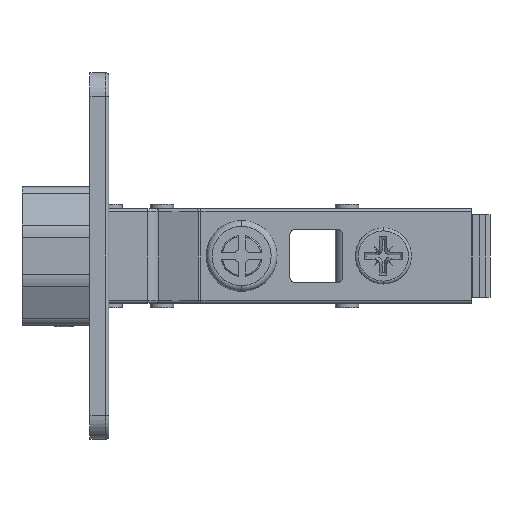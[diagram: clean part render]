
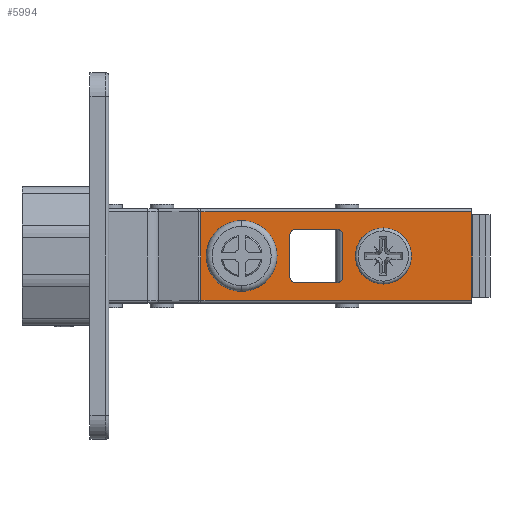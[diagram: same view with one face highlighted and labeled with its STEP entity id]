
A CAD part, front view. The second image highlights one B-rep face of the part: STEP entity #5994.
In plain terms, the highlighted face is planar.
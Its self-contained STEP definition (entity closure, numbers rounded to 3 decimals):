
#160 = VECTOR ( 'NONE', #2568, 1000. ) ;
#175 = VERTEX_POINT ( 'NONE', #10678 ) ;
#213 = CARTESIAN_POINT ( 'NONE',  ( -6.579, 0.44, -4.5 ) ) ;
#351 = CIRCLE ( 'NONE', #9910, 1. ) ;
#398 = CARTESIAN_POINT ( 'NONE',  ( -15.73, 0.44, 0. ) ) ;
#455 = LINE ( 'NONE', #2629, #160 ) ;
#529 = DIRECTION ( 'NONE',  ( 0., 1., 0. ) ) ;
#683 = DIRECTION ( 'NONE',  ( 0., 1., 0. ) ) ;
#707 = AXIS2_PLACEMENT_3D ( 'NONE', #1747, #9968, #2821 ) ;
#830 = ORIENTED_EDGE ( 'NONE', *, *, #11666, .T. ) ;
#832 = CIRCLE ( 'NONE', #7770, 1. ) ;
#852 = EDGE_CURVE ( 'NONE', #4386, #3025, #3836, .T. ) ;
#928 = ORIENTED_EDGE ( 'NONE', *, *, #12310, .F. ) ;
#1114 = DIRECTION ( 'NONE',  ( 0., 0., -1. ) ) ;
#1184 = LINE ( 'NONE', #2276, #2062 ) ;
#1359 = CARTESIAN_POINT ( 'NONE',  ( 1.421, 0.44, -4.5 ) ) ;
#1362 = ORIENTED_EDGE ( 'NONE', *, *, #1695, .T. ) ;
#1383 = DIRECTION ( 'NONE',  ( -1., 0., 0. ) ) ;
#1425 = CIRCLE ( 'NONE', #5104, 4.75 ) ;
#1695 = EDGE_CURVE ( 'NONE', #10205, #9073, #832, .T. ) ;
#1728 = CARTESIAN_POINT ( 'NONE',  ( 0., 0.44, 7.5 ) ) ;
#1747 = CARTESIAN_POINT ( 'NONE',  ( 0.421, 0.44, 3.5 ) ) ;
#1777 = PLANE ( 'NONE',  #8102 ) ;
#2040 = CARTESIAN_POINT ( 'NONE',  ( -22.608, 0.44, 8. ) ) ;
#2062 = VECTOR ( 'NONE', #1114, 1000. ) ;
#2111 = VERTEX_POINT ( 'NONE', #2506 ) ;
#2276 = CARTESIAN_POINT ( 'NONE',  ( 23.27, 0.44, 8. ) ) ;
#2465 = CARTESIAN_POINT ( 'NONE',  ( 23.27, 0.44, 7.5 ) ) ;
#2506 = CARTESIAN_POINT ( 'NONE',  ( 23.27, 0.44, -7.5 ) ) ;
#2568 = DIRECTION ( 'NONE',  ( 1., 0., 0. ) ) ;
#2605 = CARTESIAN_POINT ( 'NONE',  ( 0.421, 0.44, -3.5 ) ) ;
#2629 = CARTESIAN_POINT ( 'NONE',  ( -7.579, 0.44, 4.5 ) ) ;
#2821 = DIRECTION ( 'NONE',  ( 0., 0., 1. ) ) ;
#2845 = DIRECTION ( 'NONE',  ( 0., -1., 0. ) ) ;
#2870 = ORIENTED_EDGE ( 'NONE', *, *, #5430, .T. ) ;
#3025 = VERTEX_POINT ( 'NONE', #4998 ) ;
#3042 = LINE ( 'NONE', #2040, #13370 ) ;
#3112 = DIRECTION ( 'NONE',  ( 0., 0., 1. ) ) ;
#3122 = VECTOR ( 'NONE', #3112, 1000. ) ;
#3228 = LINE ( 'NONE', #9492, #12257 ) ;
#3415 = EDGE_CURVE ( 'NONE', #5049, #9602, #5903, .T. ) ;
#3526 = CARTESIAN_POINT ( 'NONE',  ( -15.73, 0.44, -6. ) ) ;
#3746 = LINE ( 'NONE', #1728, #8204 ) ;
#3769 = EDGE_LOOP ( 'NONE', ( #6159, #11727 ) ) ;
#3836 = CIRCLE ( 'NONE', #4691, 4.75 ) ;
#4045 = DIRECTION ( 'NONE',  ( 0., 0., 1. ) ) ;
#4048 = CARTESIAN_POINT ( 'NONE',  ( -22.608, 0.44, 7.5 ) ) ;
#4108 = EDGE_LOOP ( 'NONE', ( #12175, #11443 ) ) ;
#4233 = LINE ( 'NONE', #10684, #12472 ) ;
#4369 = CARTESIAN_POINT ( 'NONE',  ( 8.27, 0.44, 0. ) ) ;
#4382 = CIRCLE ( 'NONE', #8303, 6. ) ;
#4386 = VERTEX_POINT ( 'NONE', #7294 ) ;
#4438 = DIRECTION ( 'NONE',  ( 0., 0., 1. ) ) ;
#4465 = CIRCLE ( 'NONE', #7062, 1. ) ;
#4521 = DIRECTION ( 'NONE',  ( -1., 0., 0. ) ) ;
#4536 = DIRECTION ( 'NONE',  ( 0., 0., 1. ) ) ;
#4691 = AXIS2_PLACEMENT_3D ( 'NONE', #4709, #11174, #4773 ) ;
#4709 = CARTESIAN_POINT ( 'NONE',  ( 8.27, 0.44, 0. ) ) ;
#4773 = DIRECTION ( 'NONE',  ( 0., 0., 1. ) ) ;
#4998 = CARTESIAN_POINT ( 'NONE',  ( 8.27, 0.44, -4.75 ) ) ;
#5032 = ORIENTED_EDGE ( 'NONE', *, *, #11345, .T. ) ;
#5049 = VERTEX_POINT ( 'NONE', #13312 ) ;
#5104 = AXIS2_PLACEMENT_3D ( 'NONE', #4369, #9413, #10691 ) ;
#5150 = LINE ( 'NONE', #12439, #3122 ) ;
#5153 = EDGE_CURVE ( 'NONE', #10205, #13444, #3228, .T. ) ;
#5430 = EDGE_CURVE ( 'NONE', #5616, #2111, #1184, .T. ) ;
#5616 = VERTEX_POINT ( 'NONE', #2465 ) ;
#5626 = DIRECTION ( 'NONE',  ( 0., 0., -1. ) ) ;
#5675 = ORIENTED_EDGE ( 'NONE', *, *, #6500, .T. ) ;
#5846 = DIRECTION ( 'NONE',  ( 0., 0., 1. ) ) ;
#5903 = CIRCLE ( 'NONE', #707, 1. ) ;
#5941 = VERTEX_POINT ( 'NONE', #3526 ) ;
#5994 = ADVANCED_FACE ( 'NONE', ( #12179, #11018, #6098, #7059 ), #1777, .T. ) ;
#6098 = FACE_BOUND ( 'NONE', #3769, .T. ) ;
#6142 = DIRECTION ( 'NONE',  ( 0., -1., 0. ) ) ;
#6159 = ORIENTED_EDGE ( 'NONE', *, *, #11902, .F. ) ;
#6168 = CIRCLE ( 'NONE', #7922, 6. ) ;
#6249 = CARTESIAN_POINT ( 'NONE',  ( 1.421, 0.44, -3.5 ) ) ;
#6255 = ORIENTED_EDGE ( 'NONE', *, *, #8833, .T. ) ;
#6500 = EDGE_CURVE ( 'NONE', #2111, #8115, #4233, .T. ) ;
#6533 = ORIENTED_EDGE ( 'NONE', *, *, #9129, .F. ) ;
#6598 = CARTESIAN_POINT ( 'NONE',  ( -6.579, 0.44, 4.5 ) ) ;
#6618 = VERTEX_POINT ( 'NONE', #6598 ) ;
#6908 = CARTESIAN_POINT ( 'NONE',  ( -15.73, 0.44, 6. ) ) ;
#7059 = FACE_OUTER_BOUND ( 'NONE', #12779, .T. ) ;
#7062 = AXIS2_PLACEMENT_3D ( 'NONE', #8262, #6142, #4045 ) ;
#7207 = CARTESIAN_POINT ( 'NONE',  ( 0.421, 0.44, -4.5 ) ) ;
#7294 = CARTESIAN_POINT ( 'NONE',  ( 8.27, 0.44, 4.75 ) ) ;
#7770 = AXIS2_PLACEMENT_3D ( 'NONE', #2605, #9603, #4438 ) ;
#7779 = CARTESIAN_POINT ( 'NONE',  ( -15.73, 0.44, 0. ) ) ;
#7922 = AXIS2_PLACEMENT_3D ( 'NONE', #398, #529, #4536 ) ;
#8024 = VERTEX_POINT ( 'NONE', #6908 ) ;
#8026 = VERTEX_POINT ( 'NONE', #4048 ) ;
#8102 = AXIS2_PLACEMENT_3D ( 'NONE', #9177, #683, #5846 ) ;
#8115 = VERTEX_POINT ( 'NONE', #11264 ) ;
#8204 = VECTOR ( 'NONE', #9945, 1000. ) ;
#8262 = CARTESIAN_POINT ( 'NONE',  ( -6.579, 0.44, -3.5 ) ) ;
#8276 = DIRECTION ( 'NONE',  ( 0., 0., 1. ) ) ;
#8303 = AXIS2_PLACEMENT_3D ( 'NONE', #7779, #11938, #12010 ) ;
#8374 = ORIENTED_EDGE ( 'NONE', *, *, #10698, .F. ) ;
#8739 = ORIENTED_EDGE ( 'NONE', *, *, #5153, .F. ) ;
#8833 = EDGE_CURVE ( 'NONE', #8026, #5616, #3746, .T. ) ;
#9073 = VERTEX_POINT ( 'NONE', #6249 ) ;
#9110 = CARTESIAN_POINT ( 'NONE',  ( -6.579, 0.44, 3.5 ) ) ;
#9129 = EDGE_CURVE ( 'NONE', #6618, #9602, #455, .T. ) ;
#9140 = CARTESIAN_POINT ( 'NONE',  ( 0.421, 0.44, 4.5 ) ) ;
#9177 = CARTESIAN_POINT ( 'NONE',  ( 0., 0.44, 8. ) ) ;
#9413 = DIRECTION ( 'NONE',  ( 0., 1., 0. ) ) ;
#9492 = CARTESIAN_POINT ( 'NONE',  ( -7.579, 0.44, -4.5 ) ) ;
#9602 = VERTEX_POINT ( 'NONE', #9140 ) ;
#9603 = DIRECTION ( 'NONE',  ( 0., -1., 0. ) ) ;
#9910 = AXIS2_PLACEMENT_3D ( 'NONE', #9110, #2845, #11075 ) ;
#9945 = DIRECTION ( 'NONE',  ( 1., 0., 0. ) ) ;
#9968 = DIRECTION ( 'NONE',  ( 0., -1., 0. ) ) ;
#10205 = VERTEX_POINT ( 'NONE', #7207 ) ;
#10250 = ORIENTED_EDGE ( 'NONE', *, *, #3415, .T. ) ;
#10341 = VECTOR ( 'NONE', #5626, 1000. ) ;
#10433 = VERTEX_POINT ( 'NONE', #12847 ) ;
#10678 = CARTESIAN_POINT ( 'NONE',  ( -7.579, 0.44, -3.5 ) ) ;
#10684 = CARTESIAN_POINT ( 'NONE',  ( -22.94, 0.44, -7.5 ) ) ;
#10691 = DIRECTION ( 'NONE',  ( 0., 0., 1. ) ) ;
#10698 = EDGE_CURVE ( 'NONE', #175, #10433, #5150, .T. ) ;
#10814 = EDGE_CURVE ( 'NONE', #8024, #5941, #6168, .T. ) ;
#11018 = FACE_BOUND ( 'NONE', #4108, .T. ) ;
#11075 = DIRECTION ( 'NONE',  ( 0., 0., 1. ) ) ;
#11174 = DIRECTION ( 'NONE',  ( 0., 1., 0. ) ) ;
#11264 = CARTESIAN_POINT ( 'NONE',  ( -22.608, 0.44, -7.5 ) ) ;
#11345 = EDGE_CURVE ( 'NONE', #8115, #8026, #3042, .T. ) ;
#11443 = ORIENTED_EDGE ( 'NONE', *, *, #13292, .F. ) ;
#11597 = ORIENTED_EDGE ( 'NONE', *, *, #12340, .T. ) ;
#11666 = EDGE_CURVE ( 'NONE', #175, #13444, #4465, .T. ) ;
#11701 = LINE ( 'NONE', #1359, #10341 ) ;
#11727 = ORIENTED_EDGE ( 'NONE', *, *, #852, .F. ) ;
#11831 = EDGE_LOOP ( 'NONE', ( #928, #10250, #6533, #11597, #8374, #830, #8739, #1362 ) ) ;
#11902 = EDGE_CURVE ( 'NONE', #3025, #4386, #1425, .T. ) ;
#11938 = DIRECTION ( 'NONE',  ( 0., 1., 0. ) ) ;
#12010 = DIRECTION ( 'NONE',  ( 0., 0., 1. ) ) ;
#12175 = ORIENTED_EDGE ( 'NONE', *, *, #10814, .F. ) ;
#12179 = FACE_BOUND ( 'NONE', #11831, .T. ) ;
#12257 = VECTOR ( 'NONE', #4521, 1000. ) ;
#12310 = EDGE_CURVE ( 'NONE', #5049, #9073, #11701, .T. ) ;
#12340 = EDGE_CURVE ( 'NONE', #6618, #10433, #351, .T. ) ;
#12439 = CARTESIAN_POINT ( 'NONE',  ( -7.579, 0.44, -4.5 ) ) ;
#12472 = VECTOR ( 'NONE', #1383, 1000. ) ;
#12779 = EDGE_LOOP ( 'NONE', ( #2870, #5675, #5032, #6255 ) ) ;
#12847 = CARTESIAN_POINT ( 'NONE',  ( -7.579, 0.44, 3.5 ) ) ;
#13292 = EDGE_CURVE ( 'NONE', #5941, #8024, #4382, .T. ) ;
#13312 = CARTESIAN_POINT ( 'NONE',  ( 1.421, 0.44, 3.5 ) ) ;
#13370 = VECTOR ( 'NONE', #8276, 1000. ) ;
#13444 = VERTEX_POINT ( 'NONE', #213 ) ;
